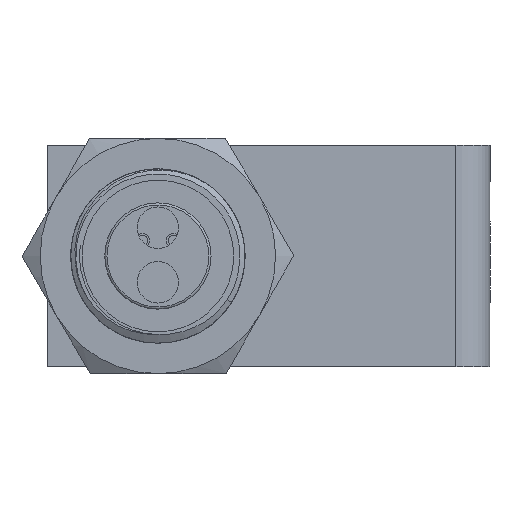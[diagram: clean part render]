
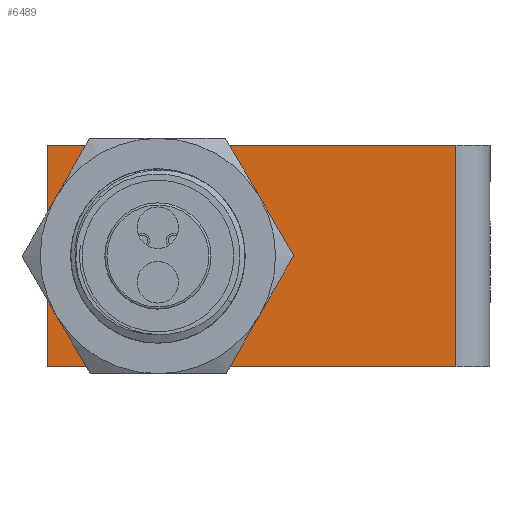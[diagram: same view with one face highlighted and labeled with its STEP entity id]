
A CAD part, left-side view. The second image highlights one B-rep face of the part: STEP entity #6489.
In plain terms, the highlighted face is planar.
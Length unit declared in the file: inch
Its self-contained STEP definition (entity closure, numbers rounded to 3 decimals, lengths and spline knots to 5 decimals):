
#265=PLANE('',#7360);
#311=FACE_BOUND('',#1357,.T.);
#648=CIRCLE('',#7361,0.375);
#969=FACE_OUTER_BOUND('',#1356,.T.);
#1356=EDGE_LOOP('',(#5412,#5413,#5414,#5415));
#1357=EDGE_LOOP('',(#5416));
#1932=LINE('',#23619,#2300);
#1937=LINE('',#23631,#2305);
#1938=LINE('',#23634,#2306);
#1941=LINE('',#23639,#2309);
#2300=VECTOR('',#8761,39.37008);
#2305=VECTOR('',#8774,39.37008);
#2306=VECTOR('',#8777,39.37008);
#2309=VECTOR('',#8782,39.37008);
#2856=VERTEX_POINT('',#23612);
#2857=VERTEX_POINT('',#23617);
#2860=VERTEX_POINT('',#23629);
#2861=VERTEX_POINT('',#23633);
#2863=VERTEX_POINT('',#23640);
#3716=EDGE_CURVE('',#2857,#2856,#1932,.T.);
#3722=EDGE_CURVE('',#2857,#2860,#1937,.T.);
#3723=EDGE_CURVE('',#2861,#2856,#1938,.T.);
#3726=EDGE_CURVE('',#2860,#2861,#1941,.T.);
#3727=EDGE_CURVE('',#2863,#2863,#648,.T.);
#5412=ORIENTED_EDGE('',*,*,#3716,.F.);
#5413=ORIENTED_EDGE('',*,*,#3722,.T.);
#5414=ORIENTED_EDGE('',*,*,#3726,.T.);
#5415=ORIENTED_EDGE('',*,*,#3723,.T.);
#5416=ORIENTED_EDGE('',*,*,#3727,.T.);
#6489=ADVANCED_FACE('',(#969,#311),#265,.F.);
#7360=AXIS2_PLACEMENT_3D('',#23638,#8780,#8781);
#7361=AXIS2_PLACEMENT_3D('',#23641,#8783,#8784);
#8761=DIRECTION('',(1.,0.,0.));
#8774=DIRECTION('',(0.,1.,0.));
#8777=DIRECTION('',(0.,-1.,0.));
#8780=DIRECTION('center_axis',(0.,0.,1.));
#8781=DIRECTION('ref_axis',(0.,-1.,0.));
#8782=DIRECTION('',(1.,0.,0.));
#8783=DIRECTION('center_axis',(0.,0.,1.));
#8784=DIRECTION('ref_axis',(1.,0.,0.));
#23612=CARTESIAN_POINT('',(0.5,0.154,-2.));
#23617=CARTESIAN_POINT('',(-0.5,0.154,-2.));
#23619=CARTESIAN_POINT('',(0.5,0.154,-2.));
#23629=CARTESIAN_POINT('',(-0.5,2.,-2.));
#23631=CARTESIAN_POINT('',(-0.5,0.125,-2.));
#23633=CARTESIAN_POINT('',(0.5,2.,-2.));
#23634=CARTESIAN_POINT('',(0.5,0.125,-2.));
#23638=CARTESIAN_POINT('Origin',(0.5,0.125,-2.));
#23639=CARTESIAN_POINT('',(0.5,2.,-2.));
#23640=CARTESIAN_POINT('',(-0.375,1.5,-2.));
#23641=CARTESIAN_POINT('Origin',(0.,1.5,-2.));
